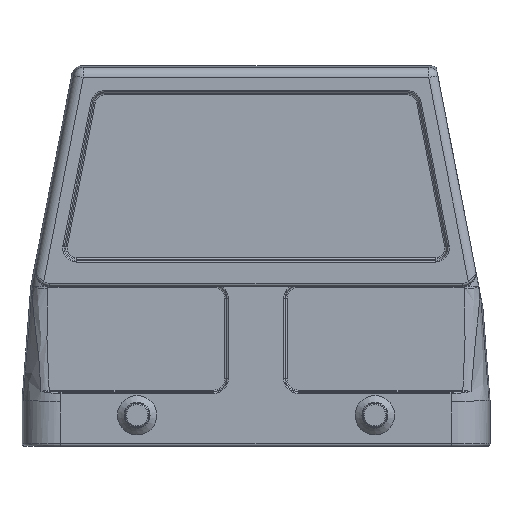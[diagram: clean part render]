
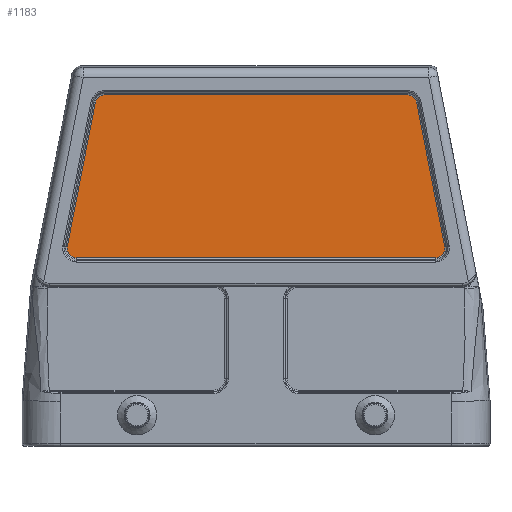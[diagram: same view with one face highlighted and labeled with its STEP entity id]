
A CAD part, front view. The second image highlights one B-rep face of the part: STEP entity #1183.
In plain terms, the highlighted planar face has unit normal (0, -1, 0).
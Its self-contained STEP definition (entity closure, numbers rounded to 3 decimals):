
#1183=ADVANCED_FACE('',(#1873),#1699,.F.);
#1699=PLANE('',#11124);
#1873=FACE_OUTER_BOUND('',#2365,.T.);
#2365=EDGE_LOOP('',(#3066,#3067,#3068,#3069,#3070,#3071,#3072,#3073));
#3066=ORIENTED_EDGE('',*,*,#6277,.T.);
#3067=ORIENTED_EDGE('',*,*,#6278,.T.);
#3068=ORIENTED_EDGE('',*,*,#6279,.T.);
#3069=ORIENTED_EDGE('',*,*,#6280,.T.);
#3070=ORIENTED_EDGE('',*,*,#6281,.T.);
#3071=ORIENTED_EDGE('',*,*,#6282,.T.);
#3072=ORIENTED_EDGE('',*,*,#6283,.T.);
#3073=ORIENTED_EDGE('',*,*,#6284,.T.);
#5516=VERTEX_POINT('',#16246);
#5517=VERTEX_POINT('',#16247);
#5518=VERTEX_POINT('',#16249);
#5519=VERTEX_POINT('',#16251);
#5520=VERTEX_POINT('',#16253);
#5521=VERTEX_POINT('',#16255);
#5522=VERTEX_POINT('',#16257);
#5523=VERTEX_POINT('',#16259);
#6277=EDGE_CURVE('',#5516,#5517,#9199,.T.);
#6278=EDGE_CURVE('',#5517,#5518,#7376,.T.);
#6279=EDGE_CURVE('',#5518,#5519,#9200,.T.);
#6280=EDGE_CURVE('',#5519,#5520,#7377,.T.);
#6281=EDGE_CURVE('',#5520,#5521,#9201,.T.);
#6282=EDGE_CURVE('',#5521,#5522,#7378,.T.);
#6283=EDGE_CURVE('',#5522,#5523,#9202,.T.);
#6284=EDGE_CURVE('',#5523,#5516,#7379,.T.);
#7376=CIRCLE('',#11120,1.835);
#7377=CIRCLE('',#11121,1.835);
#7378=CIRCLE('',#11122,1.835);
#7379=CIRCLE('',#11123,1.835);
#9199=LINE('',#16245,#9836);
#9200=LINE('',#16250,#9837);
#9201=LINE('',#16254,#9838);
#9202=LINE('',#16258,#9839);
#9836=VECTOR('',#12231,1.);
#9837=VECTOR('',#12234,1.);
#9838=VECTOR('',#12237,1.);
#9839=VECTOR('',#12240,1.);
#11120=AXIS2_PLACEMENT_3D('',#16248,#12232,#12233);
#11121=AXIS2_PLACEMENT_3D('',#16252,#12235,#12236);
#11122=AXIS2_PLACEMENT_3D('',#16256,#12238,#12239);
#11123=AXIS2_PLACEMENT_3D('',#16260,#12241,#12242);
#11124=AXIS2_PLACEMENT_3D('',#16261,#12243,#12244);
#12231=DIRECTION('',(-0.191,0.,0.982));
#12232=DIRECTION('',(0.,-1.,0.));
#12233=DIRECTION('',(0.,0.,1.));
#12234=DIRECTION('',(-1.,0.,0.));
#12235=DIRECTION('',(0.,-1.,0.));
#12236=DIRECTION('',(0.,0.,1.));
#12237=DIRECTION('',(-0.191,0.,-0.982));
#12238=DIRECTION('',(0.,-1.,0.));
#12239=DIRECTION('',(0.,0.,1.));
#12240=DIRECTION('',(1.,0.,0.));
#12241=DIRECTION('',(0.,-1.,0.));
#12242=DIRECTION('',(0.,0.,1.));
#12243=DIRECTION('',(0.,1.,0.));
#12244=DIRECTION('',(0.,0.,-1.));
#16245=CARTESIAN_POINT('',(32.095,-21.25,59.55));
#16246=CARTESIAN_POINT('',(37.703,-21.25,30.7));
#16247=CARTESIAN_POINT('',(32.095,-21.25,59.55));
#16248=CARTESIAN_POINT('',(30.294,-21.25,59.2));
#16249=CARTESIAN_POINT('',(30.294,-21.25,61.035));
#16250=CARTESIAN_POINT('',(-30.294,-21.25,61.035));
#16251=CARTESIAN_POINT('',(-30.294,-21.25,61.035));
#16252=CARTESIAN_POINT('',(-30.294,-21.25,59.2));
#16253=CARTESIAN_POINT('',(-32.095,-21.25,59.55));
#16254=CARTESIAN_POINT('',(-37.703,-21.25,30.7));
#16255=CARTESIAN_POINT('',(-37.703,-21.25,30.7));
#16256=CARTESIAN_POINT('',(-35.902,-21.25,30.35));
#16257=CARTESIAN_POINT('',(-35.902,-21.25,28.515));
#16258=CARTESIAN_POINT('',(35.902,-21.25,28.515));
#16259=CARTESIAN_POINT('',(35.902,-21.25,28.515));
#16260=CARTESIAN_POINT('',(35.902,-21.25,30.35));
#16261=CARTESIAN_POINT('',(30.294,-21.25,59.2));
